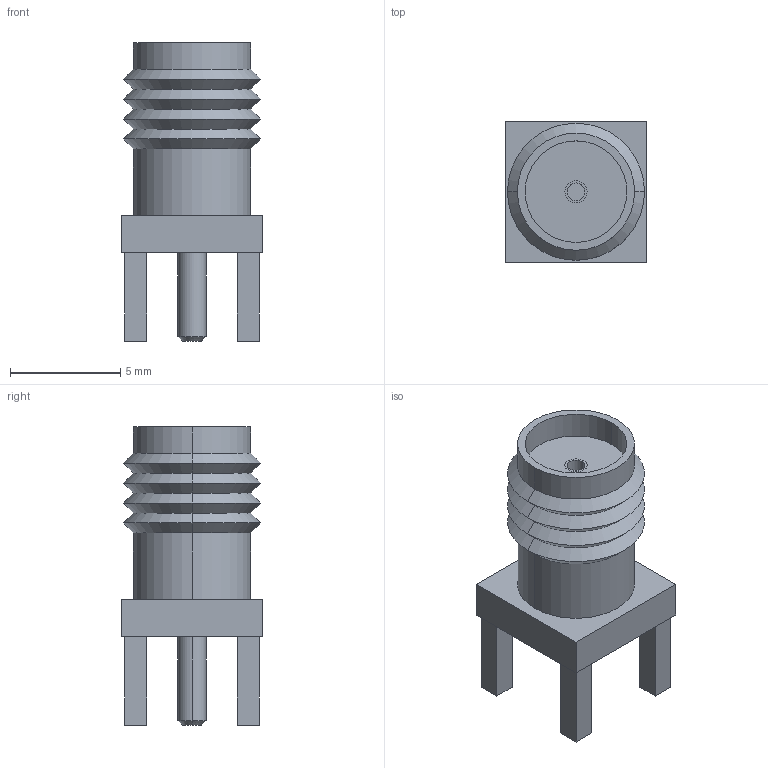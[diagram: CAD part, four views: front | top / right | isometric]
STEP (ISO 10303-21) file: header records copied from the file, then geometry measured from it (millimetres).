
FILE_DESCRIPTION((''),'2;1');
FILE_NAME('HUBER-SUHNER_82 SMA-50-0-41-133 NE.stp','2010-04-20T17:19:21',(''),(''),'Mechanical Desktop 2010','Mechanical Desktop 2010',', , ');
FILE_SCHEMA(('AUTOMOTIVE_DESIGN { 1 2 10303 214 1 1 1 1 }'));
Length unit declared in the file: millimetre
Products named in the file (1): Product
Bounding box: 6.4 x 6.4 x 13.5 mm (x, y, z)
Volume: 255.5 mm3; surface area: 566.3 mm2
Topology: 11 solids, 11 shells, 88 faces, 168 edges, 106 vertices
Faces by surface type: plane 46, cylinder 24, cone 18
Entity records: 2264 total; most frequent: DIRECTION 412, CARTESIAN_POINT 363, ORIENTED_EDGE 336, EDGE_CURVE 168, AXIS2_PLACEMENT_3D 155, VERTEX_POINT 106, VECTOR 102, LINE 102
